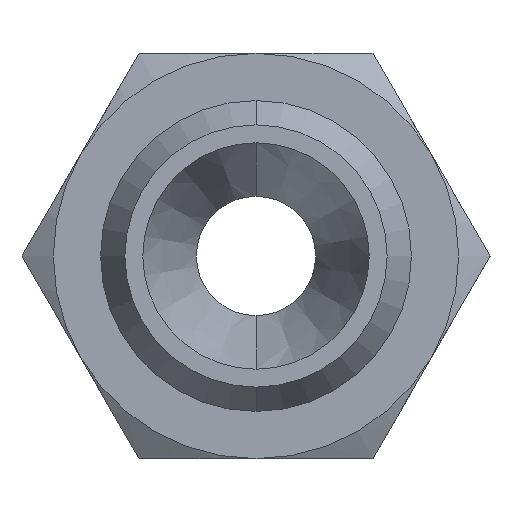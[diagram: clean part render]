
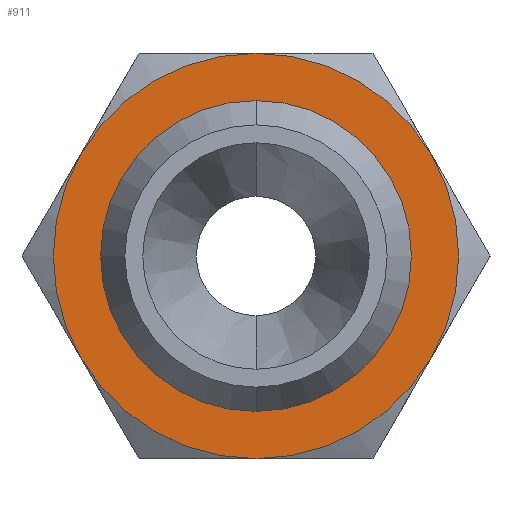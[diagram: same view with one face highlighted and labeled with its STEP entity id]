
A CAD part, front view. The second image highlights one B-rep face of the part: STEP entity #911.
In plain terms, the highlighted planar face has unit normal (0, -1, 0).
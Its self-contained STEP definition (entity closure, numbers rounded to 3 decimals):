
#1 = DIRECTION ( 'NONE',  ( 0., 0., 1. ) ) ;
#5 = VERTEX_POINT ( 'NONE', #335 ) ;
#36 = AXIS2_PLACEMENT_3D ( 'NONE', #1415, #759, #1224 ) ;
#56 = CARTESIAN_POINT ( 'NONE',  ( 0., 8., 8.5 ) ) ;
#79 = DIRECTION ( 'NONE',  ( 0., -1., 0. ) ) ;
#81 = CIRCLE ( 'NONE', #1335, 6.52 ) ;
#84 = DIRECTION ( 'NONE',  ( 0., 0., -1. ) ) ;
#87 = DIRECTION ( 'NONE',  ( 0., 0., 1. ) ) ;
#88 = DIRECTION ( 'NONE',  ( 0., 0., 1. ) ) ;
#91 = CARTESIAN_POINT ( 'NONE',  ( 0., 8., 0. ) ) ;
#121 = CARTESIAN_POINT ( 'NONE',  ( 0., 8., 0. ) ) ;
#160 = VERTEX_POINT ( 'NONE', #1048 ) ;
#171 = VERTEX_POINT ( 'NONE', #56 ) ;
#188 = VERTEX_POINT ( 'NONE', #1382 ) ;
#194 = CIRCLE ( 'NONE', #199, 8.5 ) ;
#199 = AXIS2_PLACEMENT_3D ( 'NONE', #544, #1319, #1 ) ;
#221 = EDGE_CURVE ( 'NONE', #160, #730, #1356, .T. ) ;
#230 = EDGE_LOOP ( 'NONE', ( #1243, #916 ) ) ;
#235 = EDGE_CURVE ( 'NONE', #5, #289, #741, .T. ) ;
#289 = VERTEX_POINT ( 'NONE', #1166 ) ;
#294 = EDGE_CURVE ( 'NONE', #792, #171, #1275, .T. ) ;
#308 = DIRECTION ( 'NONE',  ( 0., 0., 1. ) ) ;
#335 = CARTESIAN_POINT ( 'NONE',  ( 0., 8., 6.52 ) ) ;
#349 = AXIS2_PLACEMENT_3D ( 'NONE', #121, #463, #570 ) ;
#352 = AXIS2_PLACEMENT_3D ( 'NONE', #1075, #79, #88 ) ;
#413 = CARTESIAN_POINT ( 'NONE',  ( 0., 8., 0. ) ) ;
#417 = CIRCLE ( 'NONE', #352, 8.5 ) ;
#435 = CIRCLE ( 'NONE', #36, 8.5 ) ;
#443 = DIRECTION ( 'NONE',  ( 0., -1., 0. ) ) ;
#445 = AXIS2_PLACEMENT_3D ( 'NONE', #1290, #1288, #84 ) ;
#463 = DIRECTION ( 'NONE',  ( 0., -1., 0. ) ) ;
#491 = ORIENTED_EDGE ( 'NONE', *, *, #1082, .T. ) ;
#519 = CARTESIAN_POINT ( 'NONE',  ( 0., 8., 0. ) ) ;
#528 = EDGE_CURVE ( 'NONE', #730, #792, #1115, .T. ) ;
#544 = CARTESIAN_POINT ( 'NONE',  ( 0., 8., 0. ) ) ;
#550 = CARTESIAN_POINT ( 'NONE',  ( -8.602, 8., 8.602 ) ) ;
#570 = DIRECTION ( 'NONE',  ( 0., 0., 1. ) ) ;
#615 = DIRECTION ( 'NONE',  ( 0., -1., 0. ) ) ;
#630 = DIRECTION ( 'NONE',  ( 0., 1., 0. ) ) ;
#645 = AXIS2_PLACEMENT_3D ( 'NONE', #519, #1284, #87 ) ;
#661 = ORIENTED_EDGE ( 'NONE', *, *, #528, .T. ) ;
#726 = AXIS2_PLACEMENT_3D ( 'NONE', #91, #615, #308 ) ;
#730 = VERTEX_POINT ( 'NONE', #1254 ) ;
#741 = CIRCLE ( 'NONE', #445, 6.52 ) ;
#746 = EDGE_LOOP ( 'NONE', ( #491, #1088, #1143, #661, #1009, #972 ) ) ;
#750 = DIRECTION ( 'NONE',  ( 0., 0., -1. ) ) ;
#759 = DIRECTION ( 'NONE',  ( 0., -1., 0. ) ) ;
#792 = VERTEX_POINT ( 'NONE', #994 ) ;
#826 = FACE_OUTER_BOUND ( 'NONE', #746, .T. ) ;
#895 = FACE_BOUND ( 'NONE', #230, .T. ) ;
#906 = DIRECTION ( 'NONE',  ( 0., 0., -1. ) ) ;
#911 = ADVANCED_FACE ( 'NONE', ( #895, #826 ), #1326, .T. ) ;
#916 = ORIENTED_EDGE ( 'NONE', *, *, #235, .T. ) ;
#972 = ORIENTED_EDGE ( 'NONE', *, *, #1359, .T. ) ;
#994 = CARTESIAN_POINT ( 'NONE',  ( 7.361, 8., 4.25 ) ) ;
#1009 = ORIENTED_EDGE ( 'NONE', *, *, #294, .T. ) ;
#1048 = CARTESIAN_POINT ( 'NONE',  ( 0., 8., -8.5 ) ) ;
#1075 = CARTESIAN_POINT ( 'NONE',  ( 0., 8., 0. ) ) ;
#1082 = EDGE_CURVE ( 'NONE', #1188, #188, #417, .T. ) ;
#1088 = ORIENTED_EDGE ( 'NONE', *, *, #1369, .T. ) ;
#1099 = EDGE_CURVE ( 'NONE', #289, #5, #81, .T. ) ;
#1115 = CIRCLE ( 'NONE', #349, 8.5 ) ;
#1143 = ORIENTED_EDGE ( 'NONE', *, *, #221, .T. ) ;
#1166 = CARTESIAN_POINT ( 'NONE',  ( 0., 8., -6.52 ) ) ;
#1178 = AXIS2_PLACEMENT_3D ( 'NONE', #550, #443, #906 ) ;
#1188 = VERTEX_POINT ( 'NONE', #1396 ) ;
#1224 = DIRECTION ( 'NONE',  ( 0., 0., 1. ) ) ;
#1243 = ORIENTED_EDGE ( 'NONE', *, *, #1099, .T. ) ;
#1254 = CARTESIAN_POINT ( 'NONE',  ( 7.361, 8., -4.25 ) ) ;
#1275 = CIRCLE ( 'NONE', #645, 8.5 ) ;
#1284 = DIRECTION ( 'NONE',  ( 0., -1., 0. ) ) ;
#1288 = DIRECTION ( 'NONE',  ( 0., 1., 0. ) ) ;
#1290 = CARTESIAN_POINT ( 'NONE',  ( 0., 8., 0. ) ) ;
#1319 = DIRECTION ( 'NONE',  ( 0., -1., 0. ) ) ;
#1326 = PLANE ( 'NONE',  #1178 ) ;
#1335 = AXIS2_PLACEMENT_3D ( 'NONE', #413, #630, #750 ) ;
#1356 = CIRCLE ( 'NONE', #726, 8.5 ) ;
#1359 = EDGE_CURVE ( 'NONE', #171, #1188, #194, .T. ) ;
#1369 = EDGE_CURVE ( 'NONE', #188, #160, #435, .T. ) ;
#1382 = CARTESIAN_POINT ( 'NONE',  ( -7.361, 8., -4.25 ) ) ;
#1396 = CARTESIAN_POINT ( 'NONE',  ( -7.361, 8., 4.25 ) ) ;
#1415 = CARTESIAN_POINT ( 'NONE',  ( 0., 8., 0. ) ) ;
